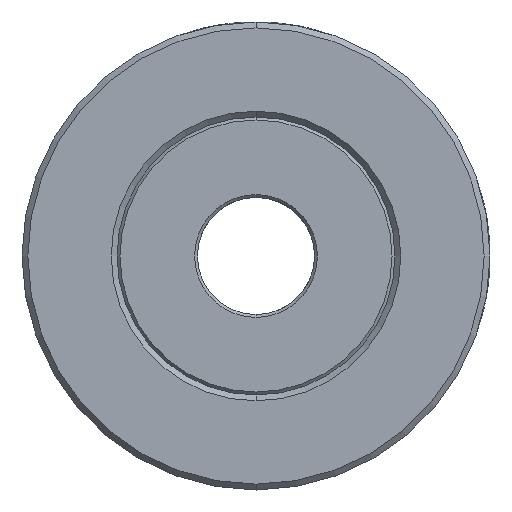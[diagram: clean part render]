
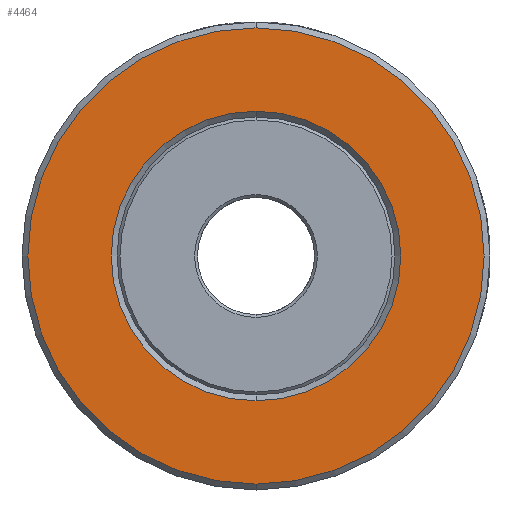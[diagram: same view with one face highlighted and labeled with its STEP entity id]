
A CAD part, front view. The second image highlights one B-rep face of the part: STEP entity #4464.
In plain terms, the highlighted planar face has unit normal (0, -1, 0).
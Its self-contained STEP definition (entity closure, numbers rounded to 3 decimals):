
#26 = VERTEX_POINT ( 'NONE', #8353 ) ;
#74 = EDGE_LOOP ( 'NONE', ( #4243, #7785 ) ) ;
#127 = EDGE_LOOP ( 'NONE', ( #8128, #3664 ) ) ;
#189 = DIRECTION ( 'NONE',  ( 0., 1., 0. ) ) ;
#585 = DIRECTION ( 'NONE',  ( 0., -1., 0. ) ) ;
#809 = CARTESIAN_POINT ( 'NONE',  ( 0., -3.75, 7.8 ) ) ;
#847 = DIRECTION ( 'NONE',  ( 0., 0., 1. ) ) ;
#941 = AXIS2_PLACEMENT_3D ( 'NONE', #8483, #8451, #6515 ) ;
#1249 = AXIS2_PLACEMENT_3D ( 'NONE', #3729, #8507, #8538 ) ;
#2371 = VERTEX_POINT ( 'NONE', #809 ) ;
#2851 = CIRCLE ( 'NONE', #941, 4.95 ) ;
#3059 = AXIS2_PLACEMENT_3D ( 'NONE', #4215, #4868, #847 ) ;
#3138 = EDGE_CURVE ( 'NONE', #3381, #3372, #8135, .T. ) ;
#3372 = VERTEX_POINT ( 'NONE', #6047 ) ;
#3381 = VERTEX_POINT ( 'NONE', #7393 ) ;
#3481 = CIRCLE ( 'NONE', #3059, 7.8 ) ;
#3564 = PLANE ( 'NONE',  #3955 ) ;
#3664 = ORIENTED_EDGE ( 'NONE', *, *, #7005, .T. ) ;
#3729 = CARTESIAN_POINT ( 'NONE',  ( 0., -3.75, 0. ) ) ;
#3938 = CIRCLE ( 'NONE', #5266, 7.8 ) ;
#3955 = AXIS2_PLACEMENT_3D ( 'NONE', #4221, #189, #8303 ) ;
#4215 = CARTESIAN_POINT ( 'NONE',  ( 0., -3.75, 0. ) ) ;
#4221 = CARTESIAN_POINT ( 'NONE',  ( 0., -3.75, 0. ) ) ;
#4243 = ORIENTED_EDGE ( 'NONE', *, *, #7216, .T. ) ;
#4464 = ADVANCED_FACE ( 'NONE', ( #4735, #8009 ), #3564, .F. ) ;
#4735 = FACE_BOUND ( 'NONE', #74, .T. ) ;
#4868 = DIRECTION ( 'NONE',  ( 0., -1., 0. ) ) ;
#5266 = AXIS2_PLACEMENT_3D ( 'NONE', #6606, #585, #5326 ) ;
#5326 = DIRECTION ( 'NONE',  ( 0., 0., 1. ) ) ;
#5708 = EDGE_CURVE ( 'NONE', #2371, #26, #3938, .T. ) ;
#6047 = CARTESIAN_POINT ( 'NONE',  ( 0., -3.75, -4.95 ) ) ;
#6515 = DIRECTION ( 'NONE',  ( 0., 0., 1. ) ) ;
#6606 = CARTESIAN_POINT ( 'NONE',  ( 0., -3.75, 0. ) ) ;
#7005 = EDGE_CURVE ( 'NONE', #26, #2371, #3481, .T. ) ;
#7216 = EDGE_CURVE ( 'NONE', #3372, #3381, #2851, .T. ) ;
#7393 = CARTESIAN_POINT ( 'NONE',  ( 0., -3.75, 4.95 ) ) ;
#7785 = ORIENTED_EDGE ( 'NONE', *, *, #3138, .T. ) ;
#8009 = FACE_OUTER_BOUND ( 'NONE', #127, .T. ) ;
#8128 = ORIENTED_EDGE ( 'NONE', *, *, #5708, .T. ) ;
#8135 = CIRCLE ( 'NONE', #1249, 4.95 ) ;
#8303 = DIRECTION ( 'NONE',  ( 0., 0., 1. ) ) ;
#8353 = CARTESIAN_POINT ( 'NONE',  ( 0., -3.75, -7.8 ) ) ;
#8451 = DIRECTION ( 'NONE',  ( 0., 1., 0. ) ) ;
#8483 = CARTESIAN_POINT ( 'NONE',  ( 0., -3.75, 0. ) ) ;
#8507 = DIRECTION ( 'NONE',  ( 0., 1., 0. ) ) ;
#8538 = DIRECTION ( 'NONE',  ( 0., 0., 1. ) ) ;
